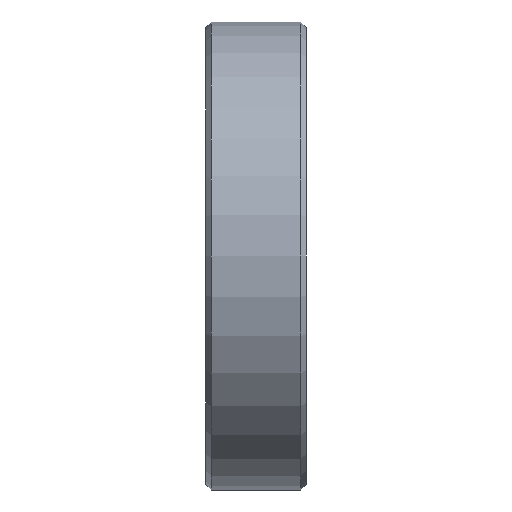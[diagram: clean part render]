
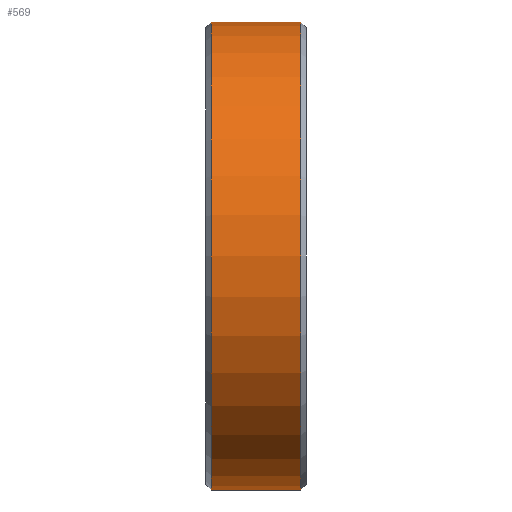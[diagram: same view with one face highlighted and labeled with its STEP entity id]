
A CAD part, left-side view. The second image highlights one B-rep face of the part: STEP entity #569.
In plain terms, the highlighted cylindrical face has radius 16.891 mm (diameter 33.782 mm), a partial arc.
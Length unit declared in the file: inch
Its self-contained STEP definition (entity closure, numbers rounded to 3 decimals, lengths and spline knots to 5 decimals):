
#15 = CARTESIAN_POINT ( 'NONE',  ( 0., -0.27, 0.665 ) ) ;
#57 = EDGE_CURVE ( 'NONE', #333, #182, #1174, .T. ) ;
#80 = DIRECTION ( 'NONE',  ( 0., 0., -1. ) ) ;
#114 = CARTESIAN_POINT ( 'NONE',  ( 0., 0., 0.665 ) ) ;
#125 = LINE ( 'NONE', #114, #1229 ) ;
#130 = AXIS2_PLACEMENT_3D ( 'NONE', #937, #432, #267 ) ;
#131 = CARTESIAN_POINT ( 'NONE',  ( 0., 0., -0.665 ) ) ;
#161 = ORIENTED_EDGE ( 'NONE', *, *, #963, .F. ) ;
#163 = CARTESIAN_POINT ( 'NONE',  ( 0., -0.27, -0.665 ) ) ;
#173 = VERTEX_POINT ( 'NONE', #163 ) ;
#182 = VERTEX_POINT ( 'NONE', #1052 ) ;
#245 = CYLINDRICAL_SURFACE ( 'NONE', #826, 0.665 ) ;
#267 = DIRECTION ( 'NONE',  ( 0., 0., 1. ) ) ;
#328 = ORIENTED_EDGE ( 'NONE', *, *, #57, .T. ) ;
#333 = VERTEX_POINT ( 'NONE', #538 ) ;
#380 = ORIENTED_EDGE ( 'NONE', *, *, #918, .T. ) ;
#432 = DIRECTION ( 'NONE',  ( 0., 1., 0. ) ) ;
#495 = DIRECTION ( 'NONE',  ( 0., 1., 0. ) ) ;
#538 = CARTESIAN_POINT ( 'NONE',  ( 0., -0.015, 0.665 ) ) ;
#569 = ADVANCED_FACE ( 'NONE', ( #823 ), #245, .T. ) ;
#575 = VECTOR ( 'NONE', #799, 39.37008 ) ;
#577 = DIRECTION ( 'NONE',  ( 0., -1., 0. ) ) ;
#623 = AXIS2_PLACEMENT_3D ( 'NONE', #946, #577, #80 ) ;
#628 = DIRECTION ( 'NONE',  ( 0., 0., 1. ) ) ;
#784 = ORIENTED_EDGE ( 'NONE', *, *, #1034, .T. ) ;
#799 = DIRECTION ( 'NONE',  ( 0., 1., 0. ) ) ;
#823 = FACE_OUTER_BOUND ( 'NONE', #941, .T. ) ;
#826 = AXIS2_PLACEMENT_3D ( 'NONE', #921, #1210, #628 ) ;
#918 = EDGE_CURVE ( 'NONE', #955, #333, #125, .T. ) ;
#921 = CARTESIAN_POINT ( 'NONE',  ( 0., 0., 0. ) ) ;
#937 = CARTESIAN_POINT ( 'NONE',  ( 0., -0.27, 0. ) ) ;
#941 = EDGE_LOOP ( 'NONE', ( #161, #784, #380, #328 ) ) ;
#946 = CARTESIAN_POINT ( 'NONE',  ( 0., -0.015, 0. ) ) ;
#955 = VERTEX_POINT ( 'NONE', #15 ) ;
#963 = EDGE_CURVE ( 'NONE', #173, #182, #1192, .T. ) ;
#1034 = EDGE_CURVE ( 'NONE', #173, #955, #1148, .T. ) ;
#1052 = CARTESIAN_POINT ( 'NONE',  ( 0., -0.015, -0.665 ) ) ;
#1148 = CIRCLE ( 'NONE', #130, 0.665 ) ;
#1174 = CIRCLE ( 'NONE', #623, 0.665 ) ;
#1192 = LINE ( 'NONE', #131, #575 ) ;
#1210 = DIRECTION ( 'NONE',  ( 0., 1., 0. ) ) ;
#1229 = VECTOR ( 'NONE', #495, 39.37008 ) ;
